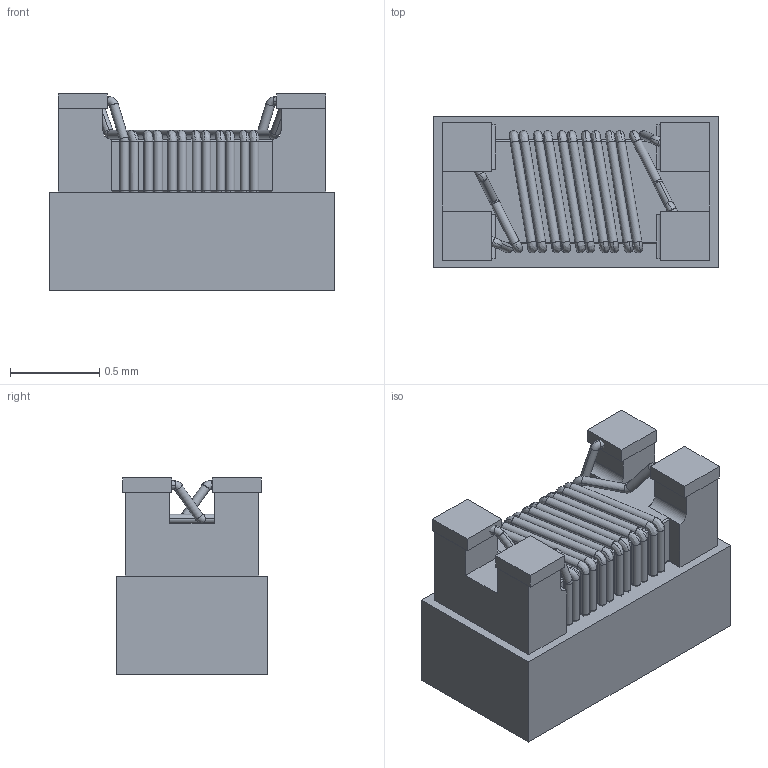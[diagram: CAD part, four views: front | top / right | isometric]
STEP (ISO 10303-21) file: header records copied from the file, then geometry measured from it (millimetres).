
FILE_DESCRIPTION (( 'STEP AP214' ), '1' );
FILE_NAME ('WE-CNSW-0603.STEP', '2023-05-31T12:42:18', ( '' ), ( '' ), 'SwSTEP 2.0', 'SolidWorks 2023', '' );
FILE_SCHEMA (( 'AUTOMOTIVE_DESIGN' ));
Length unit declared in the file: millimetre
Products named in the file (12): WE-CNSW-0603.STEP.STEP; Epoxy.stp.STEP.STEP; Pins.stp.STEP.STEP; Pins-4.stp.STEP.STEP; Pins-2.stp.STEP.STEP; WE-CNSW-0603.STEP; WE-CNSW-0603.stp.STEP.STEP; Pins-3.stp.STEP.STEP; Ferrite.stp.STEP.STEP; Ferrite-0.stp.STEP.STEP; WE-CNSW-0603; Ferrite-1.stp.STEP.STEP
Assembly tree (11 placements, depth 5):
  WE-CNSW-0603
    WE-CNSW-0603.STEP
      WE-CNSW-0603.STEP.STEP
        WE-CNSW-0603.stp.STEP.STEP
          Epoxy.stp.STEP.STEP
          Ferrite.stp.STEP.STEP
          Ferrite-0.stp.STEP.STEP
          Ferrite-1.stp.STEP.STEP
          Pins.stp.STEP.STEP
          Pins-2.stp.STEP.STEP
          Pins-3.stp.STEP.STEP
          Pins-4.stp.STEP.STEP
Bounding box: 1.6 x 0.85 x 1.1 mm (x, y, z)
Volume: 1.2 mm3; surface area: 14.2 mm2
Topology: 8 solids, 8 shells, 288 faces, 808 edges, 536 vertices
Faces by surface type: cylinder 120, bspline 88, plane 60, torus 20
Entity records: 13967 total; most frequent: CARTESIAN_POINT 6185, DIRECTION 1626, ORIENTED_EDGE 1616, EDGE_CURVE 808, AXIS2_PLACEMENT_3D 689, VERTEX_POINT 536, CIRCLE 472, ADVANCED_FACE 288
